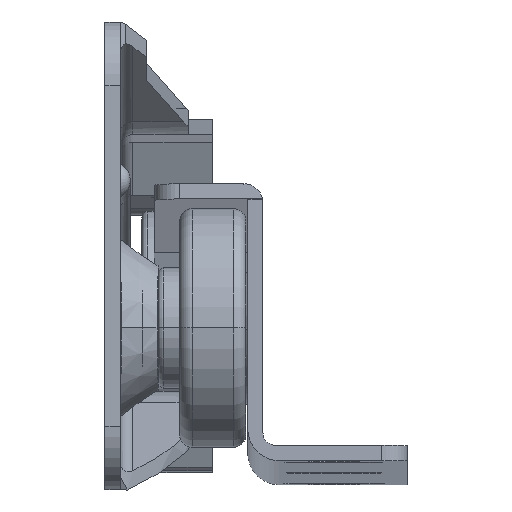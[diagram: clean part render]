
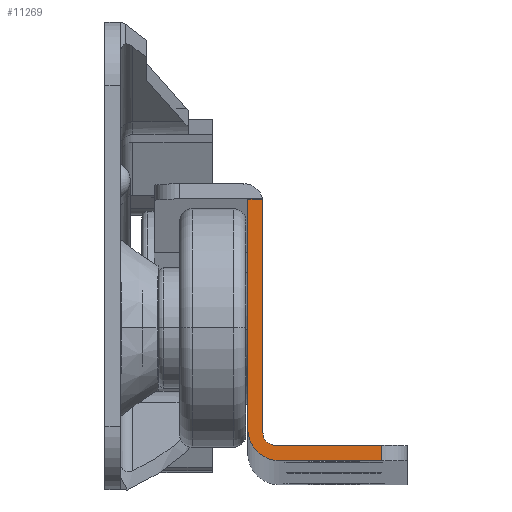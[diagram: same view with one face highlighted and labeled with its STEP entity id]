
A CAD part, top view. The second image highlights one B-rep face of the part: STEP entity #11269.
In plain terms, the highlighted planar face has unit normal (0, 0.003, 1).
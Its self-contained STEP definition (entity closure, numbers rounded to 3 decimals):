
#294 = EDGE_CURVE ( 'NONE', #9072, #11304, #7262, .T. ) ;
#367 = CARTESIAN_POINT ( 'NONE',  ( 0., 20.7, 0. ) ) ;
#517 = CARTESIAN_POINT ( 'NONE',  ( 0., 19.298, 0. ) ) ;
#835 = LINE ( 'NONE', #2732, #9633 ) ;
#1013 = EDGE_CURVE ( 'NONE', #1995, #6003, #8872, .T. ) ;
#1128 = VECTOR ( 'NONE', #10635, 1000. ) ;
#1670 = DIRECTION ( 'NONE',  ( 0., 0., 1. ) ) ;
#1711 = CARTESIAN_POINT ( 'NONE',  ( -1.2, 1.3, 0. ) ) ;
#1995 = VERTEX_POINT ( 'NONE', #8941 ) ;
#2241 = CARTESIAN_POINT ( 'NONE',  ( 0., 19.197, 0. ) ) ;
#2283 = LINE ( 'NONE', #4901, #1128 ) ;
#2356 = CARTESIAN_POINT ( 'NONE',  ( -0.01, 19.398, 0. ) ) ;
#2420 = VERTEX_POINT ( 'NONE', #5515 ) ;
#2551 = CARTESIAN_POINT ( 'NONE',  ( 0., 1., 0. ) ) ;
#2618 = CARTESIAN_POINT ( 'NONE',  ( 0., 0., 0. ) ) ;
#2732 = CARTESIAN_POINT ( 'NONE',  ( -1.2, -1.2, 0. ) ) ;
#2799 = AXIS2_PLACEMENT_3D ( 'NONE', #5518, #1670, #9092 ) ;
#2838 = VECTOR ( 'NONE', #4061, 1000. ) ;
#2895 = CARTESIAN_POINT ( 'NONE',  ( -1.2, -1.2, 0. ) ) ;
#2897 = ORIENTED_EDGE ( 'NONE', *, *, #1013, .T. ) ;
#3123 = CARTESIAN_POINT ( 'NONE',  ( -0.03, 19.497, 0. ) ) ;
#3297 = DIRECTION ( 'NONE',  ( 0., 1., 0. ) ) ;
#3526 = FACE_OUTER_BOUND ( 'NONE', #10760, .T. ) ;
#3606 = CARTESIAN_POINT ( 'NONE',  ( -1.2, 19.497, 0. ) ) ;
#3629 = VECTOR ( 'NONE', #3297, 1000. ) ;
#3808 = ORIENTED_EDGE ( 'NONE', *, *, #4811, .T. ) ;
#3968 = DIRECTION ( 'NONE',  ( 1., 0., 0. ) ) ;
#4061 = DIRECTION ( 'NONE',  ( 1., 0., 0. ) ) ;
#4353 = AXIS2_PLACEMENT_3D ( 'NONE', #2618, #4388, #7962 ) ;
#4388 = DIRECTION ( 'NONE',  ( 0., 0., 1. ) ) ;
#4401 = ORIENTED_EDGE ( 'NONE', *, *, #5738, .F. ) ;
#4444 = LINE ( 'NONE', #367, #3629 ) ;
#4729 = DIRECTION ( 'NONE',  ( 0., -1., 0. ) ) ;
#4811 = EDGE_CURVE ( 'NONE', #11304, #10356, #835, .T. ) ;
#4901 = CARTESIAN_POINT ( 'NONE',  ( 9.4, 0., 0. ) ) ;
#5162 = CARTESIAN_POINT ( 'NONE',  ( -0.03, 19.497, 0. ) ) ;
#5295 = ORIENTED_EDGE ( 'NONE', *, *, #6684, .T. ) ;
#5515 = CARTESIAN_POINT ( 'NONE',  ( 1., 0., 0. ) ) ;
#5518 = CARTESIAN_POINT ( 'NONE',  ( 1.3, 1.3, 0. ) ) ;
#5701 = ORIENTED_EDGE ( 'NONE', *, *, #6181, .T. ) ;
#5738 = EDGE_CURVE ( 'NONE', #12053, #6003, #11574, .T. ) ;
#6003 = VERTEX_POINT ( 'NONE', #3123 ) ;
#6181 = EDGE_CURVE ( 'NONE', #8297, #1995, #4444, .T. ) ;
#6186 = ORIENTED_EDGE ( 'NONE', *, *, #7704, .T. ) ;
#6279 = VERTEX_POINT ( 'NONE', #11148 ) ;
#6684 = EDGE_CURVE ( 'NONE', #12053, #9072, #8432, .T. ) ;
#6768 = DIRECTION ( 'NONE',  ( -1., 0., 0. ) ) ;
#6860 = ORIENTED_EDGE ( 'NONE', *, *, #11138, .T. ) ;
#7021 = CARTESIAN_POINT ( 'NONE',  ( 0., 19.497, 0. ) ) ;
#7262 = CIRCLE ( 'NONE', #2799, 2.5 ) ;
#7704 = EDGE_CURVE ( 'NONE', #10356, #6279, #2283, .T. ) ;
#7793 = ORIENTED_EDGE ( 'NONE', *, *, #294, .T. ) ;
#7962 = DIRECTION ( 'NONE',  ( 1., 0., 0. ) ) ;
#8088 = CARTESIAN_POINT ( 'NONE',  ( 1.3, -1.2, 0. ) ) ;
#8108 = VECTOR ( 'NONE', #4729, 1000. ) ;
#8146 = EDGE_CURVE ( 'NONE', #6279, #2420, #10430, .T. ) ;
#8297 = VERTEX_POINT ( 'NONE', #2551 ) ;
#8432 = LINE ( 'NONE', #2895, #8108 ) ;
#8578 = CARTESIAN_POINT ( 'NONE',  ( 1., 1., 0. ) ) ;
#8610 = CIRCLE ( 'NONE', #11952, 1. ) ;
#8730 = VECTOR ( 'NONE', #6768, 1000. ) ;
#8872 =( BOUNDED_CURVE ( )  B_SPLINE_CURVE ( 3, ( #2241, #517, #2356, #5162 ),
 .UNSPECIFIED., .F., .T. ) 
 B_SPLINE_CURVE_WITH_KNOTS ( ( 4, 4 ),
 ( 1.571, 1.772 ),
 .UNSPECIFIED. ) 
 CURVE ( )  GEOMETRIC_REPRESENTATION_ITEM ( )  RATIONAL_B_SPLINE_CURVE ( ( 1., 0.997, 0.997, 1. ) ) 
 REPRESENTATION_ITEM ( '' )  );
#8932 = PLANE ( 'NONE',  #4353 ) ;
#8941 = CARTESIAN_POINT ( 'NONE',  ( 0., 19.197, 0. ) ) ;
#9072 = VERTEX_POINT ( 'NONE', #1711 ) ;
#9092 = DIRECTION ( 'NONE',  ( 1., 0., 0. ) ) ;
#9614 = DIRECTION ( 'NONE',  ( 0., 0., -1. ) ) ;
#9617 = CARTESIAN_POINT ( 'NONE',  ( 11.4, 0., 0. ) ) ;
#9633 = VECTOR ( 'NONE', #10166, 1000. ) ;
#9892 = ORIENTED_EDGE ( 'NONE', *, *, #8146, .T. ) ;
#10139 = CARTESIAN_POINT ( 'NONE',  ( 9.4, -1.2, 0. ) ) ;
#10166 = DIRECTION ( 'NONE',  ( 1., 0., 0. ) ) ;
#10356 = VERTEX_POINT ( 'NONE', #10139 ) ;
#10430 = LINE ( 'NONE', #9617, #8730 ) ;
#10635 = DIRECTION ( 'NONE',  ( 0., 1., 0. ) ) ;
#10760 = EDGE_LOOP ( 'NONE', ( #3808, #6186, #9892, #6860, #5701, #2897, #4401, #5295, #7793 ) ) ;
#11138 = EDGE_CURVE ( 'NONE', #2420, #8297, #8610, .T. ) ;
#11148 = CARTESIAN_POINT ( 'NONE',  ( 9.4, 0., 0. ) ) ;
#11269 = ADVANCED_FACE ( 'NONE', ( #3526 ), #8932, .T. ) ;
#11304 = VERTEX_POINT ( 'NONE', #8088 ) ;
#11574 = LINE ( 'NONE', #7021, #2838 ) ;
#11952 = AXIS2_PLACEMENT_3D ( 'NONE', #8578, #9614, #3968 ) ;
#12053 = VERTEX_POINT ( 'NONE', #3606 ) ;
